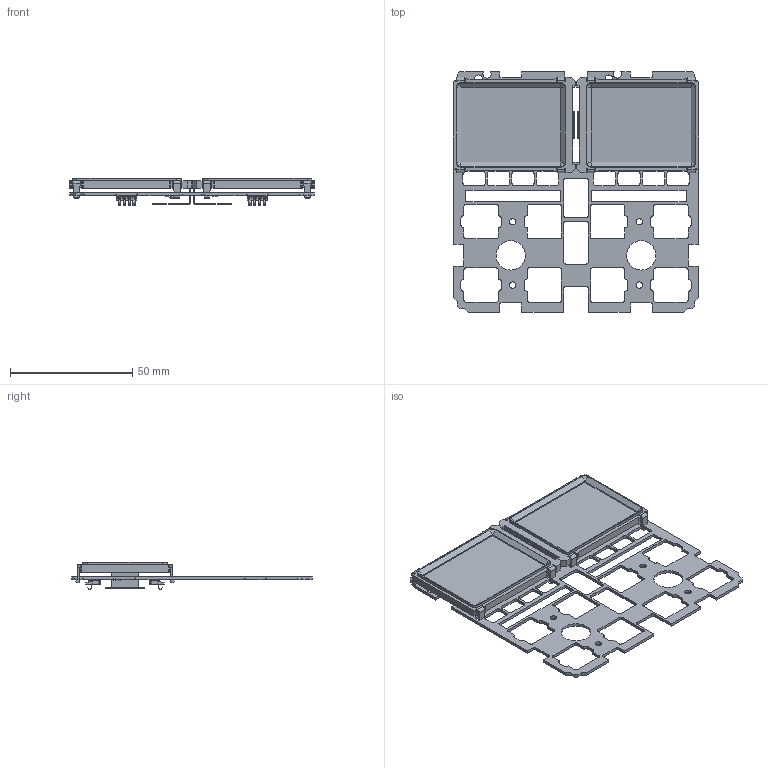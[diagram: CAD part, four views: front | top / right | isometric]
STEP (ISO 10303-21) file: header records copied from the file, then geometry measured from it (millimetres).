
FILE_DESCRIPTION(('KiCad electronic assembly'),'2;1');
FILE_NAME('PCBA-VSNX-LCDMOUNT-3D.step','2025-01-17T22:41:48',('Pcbnew'), ('Kicad'),'Open CASCADE STEP processor 7.6','KiCad to STEP converter', 'Unknown');
FILE_SCHEMA(('AUTOMOTIVE_DESIGN { 1 0 10303 214 1 1 1 1 }'));
Length unit declared in the file: millimetre
Products named in the file (14): PCBA-VSNX-LCDMOUNT-3D 1; PCBA-TEK1-DISPLAY; Open CASCADE STEP translator 7.6 1; PLASTIC-VSN1-DISPLAY-INTERFACE_v5; PLASTIC-VSN1-DISPLAY-INTERFACE; R_0402_1005Metric; battery_conn; battery_spring; C_0402_1005Metric; SOT-23; SOT_23; kibot_6h2ksz8f_PCB
Assembly tree (29 placements, depth 3):
  PCBA-VSNX-LCDMOUNT-3D 1
    PCBA-TEK1-DISPLAY  x2
      Open CASCADE STEP translator 7.6 1
    PLASTIC-VSN1-DISPLAY-INTERFACE_v5  x2
      PLASTIC-VSN1-DISPLAY-INTERFACE
    R_0402_1005Metric  x9
      R_0402_1005Metric
    battery_conn  x4
      battery_spring
    C_0402_1005Metric  x4
      C_0402_1005Metric
    SOT-23
      SOT_23
    kibot_6h2ksz8f_PCB
Bounding box: 100.44 x 98.5 x 11.15 mm (x, y, z)
Volume: 15712.8 mm3; surface area: 28680.5 mm2
Topology: 39 solids, 39 shells, 2210 faces, 6120 edges, 3986 vertices
Faces by surface type: plane 1499, cylinder 644, bspline 59, revolution 8
Full cylindrical faces by diameter (mm): 1 x26, 2.6 x8, 3.2 x8, 12 x2
Entity records: 33952 total; most frequent: CARTESIAN_POINT 5968, ORIENTED_EDGE 5670, DIRECTION 5431, EDGE_CURVE 2835, LINE 2129, VECTOR 2129, VERTEX_POINT 1854, AXIS2_PLACEMENT_3D 1649
